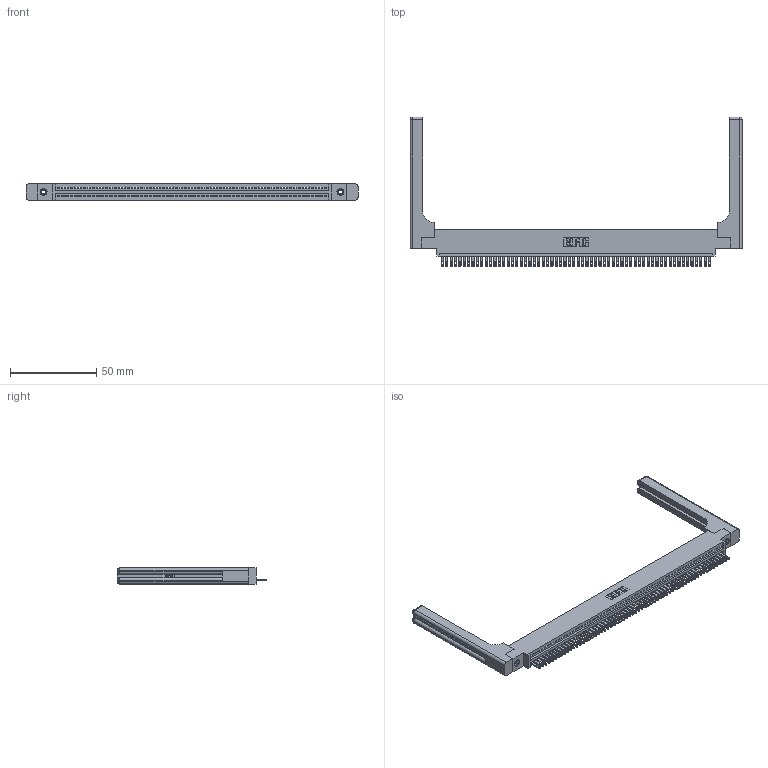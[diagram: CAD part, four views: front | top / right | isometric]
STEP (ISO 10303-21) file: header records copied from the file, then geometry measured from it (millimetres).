
FILE_DESCRIPTION (( 'STEP AP203' ), '1' );
FILE_NAME ('345-062-500-658.STEP', '2019-10-11T04:24:37', ( '' ), ( '' ), 'SwSTEP 2.0', 'SolidWorks 2016', '' );
FILE_SCHEMA (( 'CONFIG_CONTROL_DESIGN' ));
Length unit declared in the file: inch
Products named in the file (5): 345-220-058_345-220-058; 345-062-500-658; 345-250-001_345-250-001-102; 345-292-001_345-293-100; 345 Part_0.170 Offset - 0.156 Dia-TH
Assembly tree (67 placements, depth 2):
  345-062-500-658
    345 Part_0.170 Offset - 0.156 Dia-TH
    345-292-001_345-293-100  x62
    345-250-001_345-250-001-102  x2
    345-220-058_345-220-058  x2
Bounding box: 192.51 x 86.79 x 9.4 mm (x, y, z)
Volume: 26878.3 mm3; surface area: 30259.6 mm2
Topology: 67 solids, 67 shells, 3734 faces, 11435 edges, 7602 vertices
Faces by surface type: plane 2340, cylinder 1334, bspline 36, cone 12, sphere 8, torus 4
Entity records: 49214 total; most frequent: CARTESIAN_POINT 9495, ORIENTED_EDGE 8288, DIRECTION 7212, EDGE_CURVE 4144, LINE 3668, VECTOR 3668, VERTEX_POINT 2754, AXIS2_PLACEMENT_3D 1772
